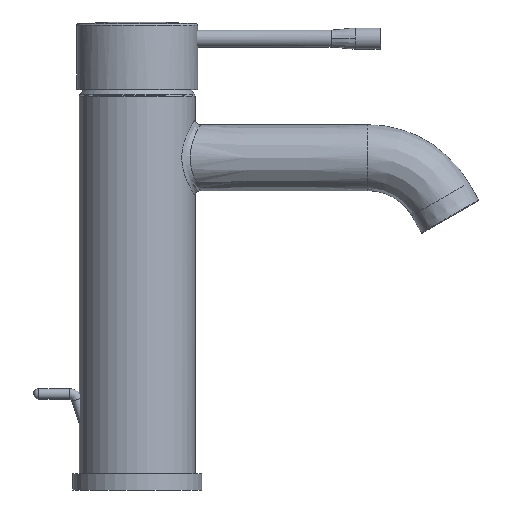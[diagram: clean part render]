
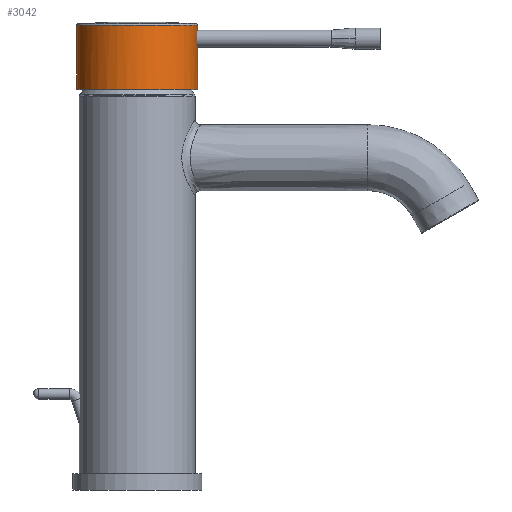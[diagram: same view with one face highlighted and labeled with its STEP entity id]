
A CAD part, front view. The second image highlights one B-rep face of the part: STEP entity #3042.
In plain terms, the highlighted cylindrical face has radius 22.5 mm (diameter 45 mm), a full revolution.
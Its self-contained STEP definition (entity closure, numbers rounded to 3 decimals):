
#292=(
BOUNDED_CURVE()
B_SPLINE_CURVE(3,(#4940,#4941,#4942,#4943,#4944,#4945,#4946,#4947,#4948,
#4949,#4950,#4951,#4952,#4953,#4954,#4955),.UNSPECIFIED.,.F.,.F.)
B_SPLINE_CURVE_WITH_KNOTS((4,3,3,3,3,4),(-0.068,-0.051,
-0.034,-0.026,-0.017,0.),
 .PIECEWISE_BEZIER_KNOTS.)
CURVE()
GEOMETRIC_REPRESENTATION_ITEM()
RATIONAL_B_SPLINE_CURVE((1.,0.953,0.953,1.,0.953,
0.953,1.,0.988,0.988,1.,0.988,
0.988,1.,0.953,0.953,1.))
REPRESENTATION_ITEM('')
);
#293=(
BOUNDED_CURVE()
B_SPLINE_CURVE(3,(#4958,#4959,#4960,#4961,#4962,#4963,#4964),
 .UNSPECIFIED.,.F.,.F.)
B_SPLINE_CURVE_WITH_KNOTS((4,3,4),(0.,0.,
0.002),.PIECEWISE_BEZIER_KNOTS.)
CURVE()
GEOMETRIC_REPRESENTATION_ITEM()
RATIONAL_B_SPLINE_CURVE((1.,1.,1.,1.,0.999,0.999,
1.))
REPRESENTATION_ITEM('')
);
#294=(
BOUNDED_CURVE()
B_SPLINE_CURVE(3,(#4966,#4967,#4968,#4969,#4970,#4971,#4972,#4973,#4974,
#4975,#4976,#4977,#4978,#4979,#4980,#4981,#4982,#4983,#4984,#4985,#4986,
#4987),.UNSPECIFIED.,.F.,.F.)
B_SPLINE_CURVE_WITH_KNOTS((4,3,3,3,3,3,3,4),(-0.138,-0.121,
-0.103,-0.094,-0.09,-0.088,
-0.086,-0.07),.PIECEWISE_BEZIER_KNOTS.)
CURVE()
GEOMETRIC_REPRESENTATION_ITEM()
RATIONAL_B_SPLINE_CURVE((1.,0.949,0.949,1.,0.949,
0.949,1.,0.987,0.987,1.,0.997,
0.997,1.,0.999,0.999,1.,0.999,
0.999,1.,0.956,0.95,0.982))
REPRESENTATION_ITEM('')
);
#295=(
BOUNDED_CURVE()
B_SPLINE_CURVE(3,(#4989,#4990,#4991,#4992),.UNSPECIFIED.,.F.,.F.)
B_SPLINE_CURVE_WITH_KNOTS((4,4),(-0.07,-0.068),
 .PIECEWISE_BEZIER_KNOTS.)
CURVE()
GEOMETRIC_REPRESENTATION_ITEM()
RATIONAL_B_SPLINE_CURVE((0.982,0.987,0.993,
1.))
REPRESENTATION_ITEM('')
);
#537=ORIENTED_EDGE('',*,*,#1115,.F.);
#538=ORIENTED_EDGE('',*,*,#1112,.F.);
#539=ORIENTED_EDGE('',*,*,#1111,.F.);
#540=ORIENTED_EDGE('',*,*,#1114,.F.);
#541=ORIENTED_EDGE('',*,*,#1113,.F.);
#1111=EDGE_CURVE('',#1411,#1412,#292,.T.);
#1112=EDGE_CURVE('',#1412,#1413,#293,.T.);
#1113=EDGE_CURVE('',#1413,#1414,#294,.T.);
#1114=EDGE_CURVE('',#1414,#1411,#295,.T.);
#1115=EDGE_CURVE('',#1415,#1415,#1604,.T.);
#1411=VERTEX_POINT('',#4956);
#1412=VERTEX_POINT('',#4957);
#1413=VERTEX_POINT('',#4965);
#1414=VERTEX_POINT('',#4988);
#1415=VERTEX_POINT('',#4995);
#1604=CIRCLE('',#3254,22.5);
#1727=EDGE_LOOP('',(#537));
#1728=EDGE_LOOP('',(#538,#539,#540,#541));
#1954=FACE_BOUND('',#1727,.T.);
#1955=FACE_BOUND('',#1728,.T.);
#2154=CYLINDRICAL_SURFACE('',#3253,22.5);
#3042=ADVANCED_FACE('',(#1954,#1955),#2154,.T.);
#3253=AXIS2_PLACEMENT_3D('',#4993,#3546,#3547);
#3254=AXIS2_PLACEMENT_3D('',#4994,#3548,#3549);
#3546=DIRECTION('',(0.,0.,-1.));
#3547=DIRECTION('',(-1.,0.,0.));
#3548=DIRECTION('',(0.,0.,-1.));
#3549=DIRECTION('',(-1.,0.,0.));
#4940=CARTESIAN_POINT('',(-2.377,22.374,23.942));
#4941=CARTESIAN_POINT('',(-8.178,21.758,23.942));
#4942=CARTESIAN_POINT('',(-13.337,19.037,23.944));
#4943=CARTESIAN_POINT('',(-17.122,14.598,23.948));
#4944=CARTESIAN_POINT('',(-20.906,10.159,23.952));
#4945=CARTESIAN_POINT('',(-22.777,4.635,23.968));
#4946=CARTESIAN_POINT('',(-22.468,-1.19,23.965));
#4947=CARTESIAN_POINT('',(-22.317,-4.049,23.964));
#4948=CARTESIAN_POINT('',(-21.629,-6.829,23.957));
#4949=CARTESIAN_POINT('',(-20.429,-9.429,23.953));
#4950=CARTESIAN_POINT('',(-19.229,-12.028,23.949));
#4951=CARTESIAN_POINT('',(-17.561,-14.355,23.948));
#4952=CARTESIAN_POINT('',(-15.483,-16.325,23.947));
#4953=CARTESIAN_POINT('',(-11.251,-20.339,23.943));
#4954=CARTESIAN_POINT('',(-5.833,-22.5,23.942));
#4955=CARTESIAN_POINT('',(0.,-22.5,23.942));
#4956=CARTESIAN_POINT('',(-2.377,22.374,23.942));
#4957=CARTESIAN_POINT('',(0.,-22.5,23.942));
#4958=CARTESIAN_POINT('',(0.,-22.5,23.942));
#4959=CARTESIAN_POINT('',(0.004,-22.5,23.942));
#4960=CARTESIAN_POINT('',(0.009,-22.5,23.942));
#4961=CARTESIAN_POINT('',(0.013,-22.5,23.942));
#4962=CARTESIAN_POINT('',(0.803,-22.5,23.942));
#4963=CARTESIAN_POINT('',(1.592,-22.458,23.942));
#4964=CARTESIAN_POINT('',(2.378,-22.374,23.942));
#4965=CARTESIAN_POINT('',(2.378,-22.374,23.942));
#4966=CARTESIAN_POINT('',(2.378,-22.374,23.942));
#4967=CARTESIAN_POINT('',(8.391,-21.735,23.942));
#4968=CARTESIAN_POINT('',(13.702,-18.844,23.944));
#4969=CARTESIAN_POINT('',(17.502,-14.14,23.949));
#4970=CARTESIAN_POINT('',(21.302,-9.436,23.953));
#4971=CARTESIAN_POINT('',(23.013,-3.636,23.97));
#4972=CARTESIAN_POINT('',(22.374,2.377,23.964));
#4973=CARTESIAN_POINT('',(22.061,5.325,23.962));
#4974=CARTESIAN_POINT('',(21.179,8.155,23.954));
#4975=CARTESIAN_POINT('',(19.761,10.759,23.952));
#4976=CARTESIAN_POINT('',(19.056,12.054,23.95));
#4977=CARTESIAN_POINT('',(18.227,13.274,23.949));
#4978=CARTESIAN_POINT('',(17.283,14.407,23.948));
#4979=CARTESIAN_POINT('',(16.811,14.973,23.948));
#4980=CARTESIAN_POINT('',(16.312,15.515,23.947));
#4981=CARTESIAN_POINT('',(15.787,16.032,23.947));
#4982=CARTESIAN_POINT('',(15.262,16.549,23.946));
#4983=CARTESIAN_POINT('',(14.713,17.039,23.946));
#4984=CARTESIAN_POINT('',(14.14,17.502,23.946));
#4985=CARTESIAN_POINT('',(10.11,20.758,23.943));
#4986=CARTESIAN_POINT('',(5.213,22.5,23.942));
#4987=CARTESIAN_POINT('',(-0.001,22.5,23.942));
#4988=CARTESIAN_POINT('',(-0.001,22.5,23.942));
#4989=CARTESIAN_POINT('',(-0.001,22.5,23.942));
#4990=CARTESIAN_POINT('',(-0.797,22.5,23.942));
#4991=CARTESIAN_POINT('',(-1.59,22.458,23.942));
#4992=CARTESIAN_POINT('',(-2.377,22.374,23.942));
#4993=CARTESIAN_POINT('',(0.,0.,24.441));
#4994=CARTESIAN_POINT('',(0.,0.,0.2));
#4995=CARTESIAN_POINT('',(-22.5,0.,0.2));
